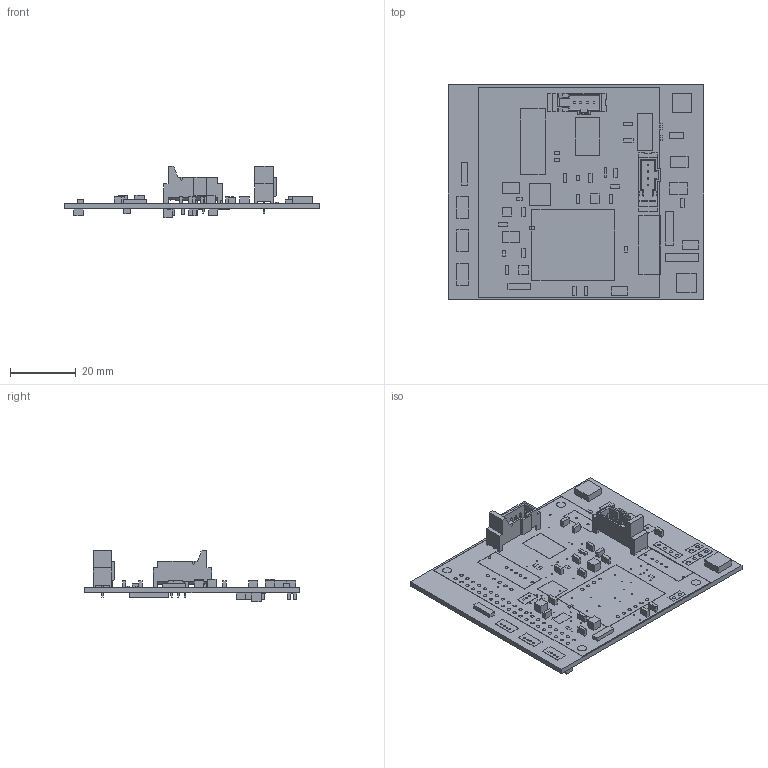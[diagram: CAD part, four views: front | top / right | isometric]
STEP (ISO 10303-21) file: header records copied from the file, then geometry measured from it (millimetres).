
FILE_DESCRIPTION(/* description */ (''),/* implementation_level */ '2;1');
FILE_NAME(/* name */ 'f91f464a-a84d-4adb-acd1-4484f6dfdad3.stp',/* time_stamp */ '2020-09-12T14:30:11+00:00',/* author */ (''),/* organization */ (''),/* preprocessor_version */ 'ST-DEVELOPER v18.1',/* originating_system */ 'Autodesk Translation Framework v9.3.0.1241',/* authorisation */ '');
FILE_SCHEMA (('AUTOMOTIVE_DESIGN { 1 0 10303 214 3 1 1 }'));
Length unit declared in the file: millimetre
Products named in the file (29): f91f464a-a84d-4adb-acd1-4484f6dfdad3; PCB Component; Board; 18pF; .1uF; 250mA/100V; LED-0603; MOUNT-PAD-ROUND3.6; 1X04; 1X03; 1X05; 1X02; 1X02 (1); RPI2; 2.5A/30V/105mΩ; 0; MCP2515; T2I; DF13-3P-1.25DSA; TCAN337D; BNO055_9DOF_BREAKOUT; DF13-4P-1.25DSA; T2I5P; MAX1136EUA-T; AZ1117EH-3.3TRG1; ECS-80-S-4X; T2I_1; _T2I-04-VT-T-S-TH_terminal; _T2I-04-VT-T-S-TH_pins
Assembly tree (70 placements, depth 4):
  f91f464a-a84d-4adb-acd1-4484f6dfdad3
    PCB Component
      Board
      18pF  x2
      .1uF  x9
      250mA/100V
      LED-0603  x2
      MOUNT-PAD-ROUND3.6  x2
      1X04  x2
      1X03  x2
      1X05
      1X02
      1X02 (1)  x2
      RPI2
      2.5A/30V/105mΩ  x4
      0  x21
      MCP2515
      T2I
      DF13-3P-1.25DSA  x3
      TCAN337D
      BNO055_9DOF_BREAKOUT
      DF13-4P-1.25DSA  x3
      T2I5P
      MAX1136EUA-T
      AZ1117EH-3.3TRG1
      ECS-80-S-4X
      T2I_1  x2
        _T2I-04-VT-T-S-TH_terminal
        _T2I-04-VT-T-S-TH_pins
Bounding box: 77.6 x 65.28 x 15.54 mm (x, y, z)
Volume: 9499.1 mm3; surface area: 23612.7 mm2
Topology: 69 solids, 69 shells, 902 faces, 2172 edges, 1412 vertices
Faces by surface type: plane 722, cylinder 180
Full cylindrical faces by diameter (mm): 0.35 x51, 0.6 x21, 0.63 x2, 0.7 x3, 0.8 x22, 1.016 x75, 2.75 x4, 3.6 x2
Entity records: 17183 total; most frequent: DIRECTION 2792, CARTESIAN_POINT 2661, ORIENTED_EDGE 2508, EDGE_CURVE 1254, AXIS2_PLACEMENT_3D 949, LINE 894, VECTOR 894, EDGE_LOOP 854
